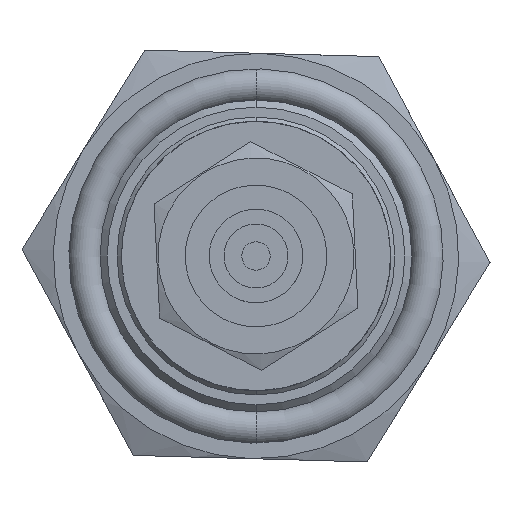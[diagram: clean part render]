
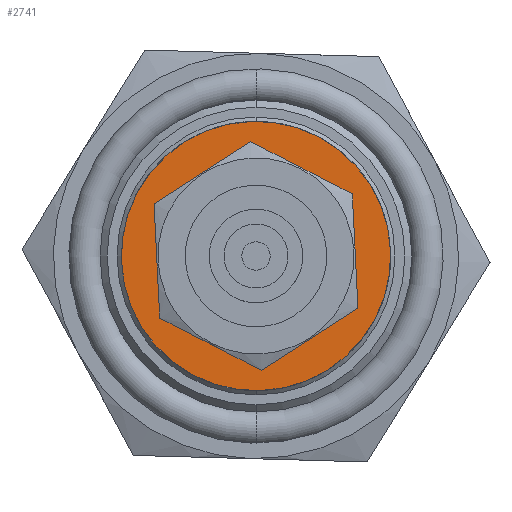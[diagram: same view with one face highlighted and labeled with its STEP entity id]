
A CAD part, left-side view. The second image highlights one B-rep face of the part: STEP entity #2741.
In plain terms, the highlighted planar face has unit normal (-1, 0, 0).
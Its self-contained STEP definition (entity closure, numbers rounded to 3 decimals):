
#346 = ORIENTED_EDGE ( 'NONE', *, *, #681, .T. ) ;
#360 = DIRECTION ( 'NONE',  ( -1., 0., 0. ) ) ;
#463 = DIRECTION ( 'NONE',  ( 0., 0., 1. ) ) ;
#681 = EDGE_CURVE ( 'NONE', #5008, #1522, #2986, .T. ) ;
#734 = CIRCLE ( 'NONE', #4702, 5. ) ;
#769 = EDGE_CURVE ( 'NONE', #3346, #2071, #4766, .T. ) ;
#986 = CARTESIAN_POINT ( 'NONE',  ( 28.415, 0., 0. ) ) ;
#1068 = CARTESIAN_POINT ( 'NONE',  ( 28.415, 0., -9.5 ) ) ;
#1130 = FACE_OUTER_BOUND ( 'NONE', #1674, .T. ) ;
#1522 = VERTEX_POINT ( 'NONE', #1068 ) ;
#1567 = ORIENTED_EDGE ( 'NONE', *, *, #769, .F. ) ;
#1575 = AXIS2_PLACEMENT_3D ( 'NONE', #4506, #2856, #6569 ) ;
#1615 = DIRECTION ( 'NONE',  ( 1., 0., 0. ) ) ;
#1674 = EDGE_LOOP ( 'NONE', ( #346, #3431 ) ) ;
#2071 = VERTEX_POINT ( 'NONE', #4291 ) ;
#2228 = EDGE_CURVE ( 'NONE', #2071, #3346, #734, .T. ) ;
#2262 = AXIS2_PLACEMENT_3D ( 'NONE', #986, #5220, #463 ) ;
#2312 = EDGE_CURVE ( 'NONE', #1522, #5008, #5193, .T. ) ;
#2413 = AXIS2_PLACEMENT_3D ( 'NONE', #4078, #360, #2994 ) ;
#2414 = CARTESIAN_POINT ( 'NONE',  ( 28.415, 0., -5. ) ) ;
#2677 = FACE_BOUND ( 'NONE', #3909, .T. ) ;
#2741 = ADVANCED_FACE ( 'NONE', ( #2677, #1130 ), #4364, .F. ) ;
#2856 = DIRECTION ( 'NONE',  ( -1., 0., 0. ) ) ;
#2986 = CIRCLE ( 'NONE', #2413, 9.5 ) ;
#2994 = DIRECTION ( 'NONE',  ( 0., 0., 1. ) ) ;
#3346 = VERTEX_POINT ( 'NONE', #2414 ) ;
#3406 = CARTESIAN_POINT ( 'NONE',  ( 28.415, 0., 0. ) ) ;
#3431 = ORIENTED_EDGE ( 'NONE', *, *, #2312, .T. ) ;
#3909 = EDGE_LOOP ( 'NONE', ( #6523, #1567 ) ) ;
#4078 = CARTESIAN_POINT ( 'NONE',  ( 28.415, 0., 0. ) ) ;
#4291 = CARTESIAN_POINT ( 'NONE',  ( 28.415, 0., 5. ) ) ;
#4364 = PLANE ( 'NONE',  #6374 ) ;
#4506 = CARTESIAN_POINT ( 'NONE',  ( 28.415, 0., 0. ) ) ;
#4702 = AXIS2_PLACEMENT_3D ( 'NONE', #3406, #6043, #5552 ) ;
#4766 = CIRCLE ( 'NONE', #2262, 5. ) ;
#4851 = CARTESIAN_POINT ( 'NONE',  ( 28.415, 0., -9.5 ) ) ;
#5008 = VERTEX_POINT ( 'NONE', #6630 ) ;
#5193 = CIRCLE ( 'NONE', #1575, 9.5 ) ;
#5220 = DIRECTION ( 'NONE',  ( -1., 0., 0. ) ) ;
#5552 = DIRECTION ( 'NONE',  ( 0., 0., 1. ) ) ;
#5939 = DIRECTION ( 'NONE',  ( 0., 0., -1. ) ) ;
#6043 = DIRECTION ( 'NONE',  ( -1., 0., 0. ) ) ;
#6374 = AXIS2_PLACEMENT_3D ( 'NONE', #4851, #1615, #5939 ) ;
#6523 = ORIENTED_EDGE ( 'NONE', *, *, #2228, .F. ) ;
#6569 = DIRECTION ( 'NONE',  ( 0., 0., 1. ) ) ;
#6630 = CARTESIAN_POINT ( 'NONE',  ( 28.415, 0., 9.5 ) ) ;
